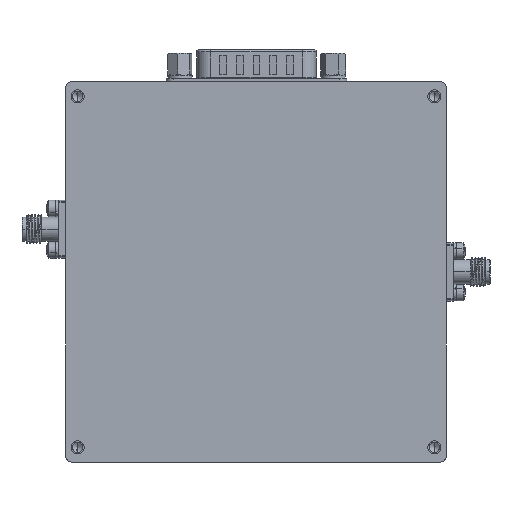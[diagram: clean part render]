
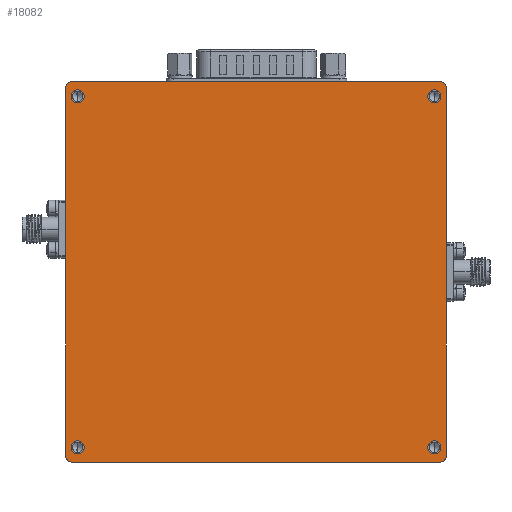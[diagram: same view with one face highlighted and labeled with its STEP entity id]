
A CAD part, front view. The second image highlights one B-rep face of the part: STEP entity #18082.
In plain terms, the highlighted planar face has unit normal (0, -1, 0).
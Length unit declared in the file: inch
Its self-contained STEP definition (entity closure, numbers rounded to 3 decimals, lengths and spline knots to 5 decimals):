
#372 = DIRECTION ( 'NONE',  ( 0., 1., 0. ) ) ;
#2209 = EDGE_CURVE ( 'NONE', #62860, #47675, #52131, .T. ) ;
#2596 = CARTESIAN_POINT ( 'NONE',  ( -1.625, -0.84, 1.575 ) ) ;
#2984 = ORIENTED_EDGE ( 'NONE', *, *, #15949, .F. ) ;
#3344 = DIRECTION ( 'NONE',  ( 0., -1., 0. ) ) ;
#3526 = VERTEX_POINT ( 'NONE', #5775 ) ;
#3794 = VERTEX_POINT ( 'NONE', #17358 ) ;
#4577 = FACE_BOUND ( 'NONE', #17607, .T. ) ;
#5143 = CIRCLE ( 'NONE', #37309, 0.056 ) ;
#5625 = CIRCLE ( 'NONE', #48920, 0.056 ) ;
#5775 = CARTESIAN_POINT ( 'NONE',  ( -1.525, -0.84, -1.444 ) ) ;
#6451 = CARTESIAN_POINT ( 'NONE',  ( 1.575, -0.84, 1.575 ) ) ;
#6513 = CARTESIAN_POINT ( 'NONE',  ( 1.525, -0.84, -1.556 ) ) ;
#6590 = AXIS2_PLACEMENT_3D ( 'NONE', #37100, #37485, #13849 ) ;
#7686 = CARTESIAN_POINT ( 'NONE',  ( -1.625, -0.84, -1.575 ) ) ;
#7699 = CARTESIAN_POINT ( 'NONE',  ( 1.575, -0.84, 1.625 ) ) ;
#8029 = CIRCLE ( 'NONE', #11729, 0.056 ) ;
#8391 = VERTEX_POINT ( 'NONE', #62526 ) ;
#9118 = DIRECTION ( 'NONE',  ( -1., 0., 0. ) ) ;
#9179 = DIRECTION ( 'NONE',  ( 0., -1., 0. ) ) ;
#9827 = ORIENTED_EDGE ( 'NONE', *, *, #42501, .F. ) ;
#9899 = CARTESIAN_POINT ( 'NONE',  ( -1.525, -0.84, 1.5 ) ) ;
#10292 = VERTEX_POINT ( 'NONE', #63647 ) ;
#10562 = CARTESIAN_POINT ( 'NONE',  ( 1.525, -0.84, 1.444 ) ) ;
#10652 = CARTESIAN_POINT ( 'NONE',  ( -1.525, -0.84, 1.5 ) ) ;
#10693 = DIRECTION ( 'NONE',  ( 0., 0., -1. ) ) ;
#11170 = ORIENTED_EDGE ( 'NONE', *, *, #63167, .F. ) ;
#11410 = EDGE_CURVE ( 'NONE', #3794, #3526, #20880, .T. ) ;
#11729 = AXIS2_PLACEMENT_3D ( 'NONE', #70535, #22647, #28443 ) ;
#11919 = VERTEX_POINT ( 'NONE', #71291 ) ;
#11993 = ORIENTED_EDGE ( 'NONE', *, *, #15192, .F. ) ;
#12375 = VERTEX_POINT ( 'NONE', #63675 ) ;
#12382 = DIRECTION ( 'NONE',  ( 0., 0., 1. ) ) ;
#13108 = CARTESIAN_POINT ( 'NONE',  ( 1.575, -0.84, -1.575 ) ) ;
#13849 = DIRECTION ( 'NONE',  ( 0., 0., -1. ) ) ;
#13878 = EDGE_CURVE ( 'NONE', #74238, #26992, #47168, .T. ) ;
#14610 = ORIENTED_EDGE ( 'NONE', *, *, #71716, .F. ) ;
#15192 = EDGE_CURVE ( 'NONE', #42933, #33674, #5625, .T. ) ;
#15563 = VECTOR ( 'NONE', #33237, 39.37008 ) ;
#15949 = EDGE_CURVE ( 'NONE', #8391, #54836, #8029, .T. ) ;
#16045 = EDGE_CURVE ( 'NONE', #59512, #64929, #32770, .T. ) ;
#17358 = CARTESIAN_POINT ( 'NONE',  ( -1.525, -0.84, -1.556 ) ) ;
#17607 = EDGE_LOOP ( 'NONE', ( #11993, #58259 ) ) ;
#18082 = ADVANCED_FACE ( 'NONE', ( #64514, #4577, #22007, #34036, #28601 ), #41332, .T. ) ;
#20143 = DIRECTION ( 'NONE',  ( 0., 0., -1. ) ) ;
#20880 = CIRCLE ( 'NONE', #75147, 0.056 ) ;
#20881 = AXIS2_PLACEMENT_3D ( 'NONE', #9899, #3344, #27730 ) ;
#21469 = CIRCLE ( 'NONE', #64657, 0.05 ) ;
#22007 = FACE_BOUND ( 'NONE', #49466, .T. ) ;
#22492 = EDGE_CURVE ( 'NONE', #12375, #11919, #74712, .T. ) ;
#22647 = DIRECTION ( 'NONE',  ( 0., -1., 0. ) ) ;
#22897 = CARTESIAN_POINT ( 'NONE',  ( 1.575, -0.84, -1.625 ) ) ;
#23987 = DIRECTION ( 'NONE',  ( 0., 1., 0. ) ) ;
#24050 = VERTEX_POINT ( 'NONE', #2596 ) ;
#25510 = ORIENTED_EDGE ( 'NONE', *, *, #22492, .F. ) ;
#26992 = VERTEX_POINT ( 'NONE', #22897 ) ;
#27730 = DIRECTION ( 'NONE',  ( 0., 0., -1. ) ) ;
#27800 = CARTESIAN_POINT ( 'NONE',  ( 1.625, -0.84, -1.575 ) ) ;
#28443 = DIRECTION ( 'NONE',  ( 0., 0., -1. ) ) ;
#28601 = FACE_OUTER_BOUND ( 'NONE', #64313, .T. ) ;
#29482 = DIRECTION ( 'NONE',  ( 0., -1., 0. ) ) ;
#29790 = DIRECTION ( 'NONE',  ( 0., 0., -1. ) ) ;
#30500 = DIRECTION ( 'NONE',  ( 0., 1., 0. ) ) ;
#31061 = CARTESIAN_POINT ( 'NONE',  ( -1.575, -0.84, -1.575 ) ) ;
#32770 = CIRCLE ( 'NONE', #54965, 0.056 ) ;
#33237 = DIRECTION ( 'NONE',  ( 0., 0., -1. ) ) ;
#33536 = ORIENTED_EDGE ( 'NONE', *, *, #67877, .F. ) ;
#33674 = VERTEX_POINT ( 'NONE', #57344 ) ;
#34036 = FACE_BOUND ( 'NONE', #62248, .T. ) ;
#34087 = CARTESIAN_POINT ( 'NONE',  ( -1.575, -0.84, 1.625 ) ) ;
#35647 = DIRECTION ( 'NONE',  ( 0., 0., -1. ) ) ;
#36082 = DIRECTION ( 'NONE',  ( 0., 0., 1. ) ) ;
#37100 = CARTESIAN_POINT ( 'NONE',  ( 1.575, -0.84, -1.575 ) ) ;
#37309 = AXIS2_PLACEMENT_3D ( 'NONE', #39506, #39888, #51906 ) ;
#37380 = EDGE_CURVE ( 'NONE', #24050, #62860, #54002, .T. ) ;
#37485 = DIRECTION ( 'NONE',  ( 0., -1., 0. ) ) ;
#37906 = ORIENTED_EDGE ( 'NONE', *, *, #2209, .F. ) ;
#39506 = CARTESIAN_POINT ( 'NONE',  ( 1.525, -0.84, 1.5 ) ) ;
#39888 = DIRECTION ( 'NONE',  ( 0., -1., 0. ) ) ;
#40294 = CARTESIAN_POINT ( 'NONE',  ( -1.525, -0.84, -1.5 ) ) ;
#40617 = ORIENTED_EDGE ( 'NONE', *, *, #40790, .F. ) ;
#40790 = EDGE_CURVE ( 'NONE', #3526, #3794, #47062, .T. ) ;
#41332 = PLANE ( 'NONE',  #6590 ) ;
#42501 = EDGE_CURVE ( 'NONE', #11919, #24050, #43647, .T. ) ;
#42933 = VERTEX_POINT ( 'NONE', #57044 ) ;
#42963 = CARTESIAN_POINT ( 'NONE',  ( -1.525, -0.84, -1.5 ) ) ;
#43647 = LINE ( 'NONE', #7686, #64525 ) ;
#44436 = LINE ( 'NONE', #27800, #15563 ) ;
#47062 = CIRCLE ( 'NONE', #68069, 0.056 ) ;
#47168 = CIRCLE ( 'NONE', #75511, 0.05 ) ;
#47675 = VERTEX_POINT ( 'NONE', #7699 ) ;
#48599 = CARTESIAN_POINT ( 'NONE',  ( 1.525, -0.84, 1.556 ) ) ;
#48920 = AXIS2_PLACEMENT_3D ( 'NONE', #10652, #63227, #51303 ) ;
#49280 = EDGE_LOOP ( 'NONE', ( #62506, #40617 ) ) ;
#49466 = EDGE_LOOP ( 'NONE', ( #50606, #64027 ) ) ;
#49675 = DIRECTION ( 'NONE',  ( 0., -1., 0. ) ) ;
#50557 = CIRCLE ( 'NONE', #20881, 0.056 ) ;
#50606 = ORIENTED_EDGE ( 'NONE', *, *, #70763, .F. ) ;
#50953 = ORIENTED_EDGE ( 'NONE', *, *, #73297, .F. ) ;
#51303 = DIRECTION ( 'NONE',  ( 0., 0., -1. ) ) ;
#51906 = DIRECTION ( 'NONE',  ( 0., 0., -1. ) ) ;
#52131 = LINE ( 'NONE', #75649, #64126 ) ;
#53707 = DIRECTION ( 'NONE',  ( 0., 0., 1. ) ) ;
#54002 = CIRCLE ( 'NONE', #61411, 0.05 ) ;
#54317 = CARTESIAN_POINT ( 'NONE',  ( 1.525, -0.84, 1.5 ) ) ;
#54631 = DIRECTION ( 'NONE',  ( 0., 1., 0. ) ) ;
#54773 = ORIENTED_EDGE ( 'NONE', *, *, #37380, .F. ) ;
#54836 = VERTEX_POINT ( 'NONE', #6513 ) ;
#54965 = AXIS2_PLACEMENT_3D ( 'NONE', #54317, #49675, #72808 ) ;
#56037 = AXIS2_PLACEMENT_3D ( 'NONE', #74881, #9179, #10693 ) ;
#57044 = CARTESIAN_POINT ( 'NONE',  ( -1.525, -0.84, 1.444 ) ) ;
#57344 = CARTESIAN_POINT ( 'NONE',  ( -1.525, -0.84, 1.556 ) ) ;
#58259 = ORIENTED_EDGE ( 'NONE', *, *, #65523, .F. ) ;
#59512 = VERTEX_POINT ( 'NONE', #48599 ) ;
#61411 = AXIS2_PLACEMENT_3D ( 'NONE', #72277, #372, #12382 ) ;
#62087 = CARTESIAN_POINT ( 'NONE',  ( -1.575, -0.84, -1.625 ) ) ;
#62248 = EDGE_LOOP ( 'NONE', ( #14610, #2984 ) ) ;
#62506 = ORIENTED_EDGE ( 'NONE', *, *, #11410, .F. ) ;
#62526 = CARTESIAN_POINT ( 'NONE',  ( 1.525, -0.84, -1.444 ) ) ;
#62860 = VERTEX_POINT ( 'NONE', #34087 ) ;
#63167 = EDGE_CURVE ( 'NONE', #10292, #74238, #44436, .T. ) ;
#63227 = DIRECTION ( 'NONE',  ( 0., -1., 0. ) ) ;
#63647 = CARTESIAN_POINT ( 'NONE',  ( 1.625, -0.84, 1.575 ) ) ;
#63675 = CARTESIAN_POINT ( 'NONE',  ( -1.575, -0.84, -1.625 ) ) ;
#64004 = VECTOR ( 'NONE', #9118, 39.37008 ) ;
#64027 = ORIENTED_EDGE ( 'NONE', *, *, #16045, .F. ) ;
#64126 = VECTOR ( 'NONE', #69850, 39.37008 ) ;
#64313 = EDGE_LOOP ( 'NONE', ( #71537, #11170, #50953, #37906, #54773, #9827, #25510, #33536 ) ) ;
#64514 = FACE_BOUND ( 'NONE', #49280, .T. ) ;
#64525 = VECTOR ( 'NONE', #67212, 39.37008 ) ;
#64657 = AXIS2_PLACEMENT_3D ( 'NONE', #6451, #30500, #53707 ) ;
#64929 = VERTEX_POINT ( 'NONE', #10562 ) ;
#65523 = EDGE_CURVE ( 'NONE', #33674, #42933, #50557, .T. ) ;
#66129 = DIRECTION ( 'NONE',  ( 0., -1., 0. ) ) ;
#67212 = DIRECTION ( 'NONE',  ( 0., 0., 1. ) ) ;
#67875 = LINE ( 'NONE', #62087, #64004 ) ;
#67877 = EDGE_CURVE ( 'NONE', #26992, #12375, #67875, .T. ) ;
#67930 = CARTESIAN_POINT ( 'NONE',  ( 1.625, -0.84, -1.575 ) ) ;
#68069 = AXIS2_PLACEMENT_3D ( 'NONE', #40294, #29482, #35647 ) ;
#69850 = DIRECTION ( 'NONE',  ( 1., 0., 0. ) ) ;
#70535 = CARTESIAN_POINT ( 'NONE',  ( 1.525, -0.84, -1.5 ) ) ;
#70763 = EDGE_CURVE ( 'NONE', #64929, #59512, #5143, .T. ) ;
#71291 = CARTESIAN_POINT ( 'NONE',  ( -1.625, -0.84, -1.575 ) ) ;
#71537 = ORIENTED_EDGE ( 'NONE', *, *, #13878, .F. ) ;
#71716 = EDGE_CURVE ( 'NONE', #54836, #8391, #72072, .T. ) ;
#72072 = CIRCLE ( 'NONE', #56037, 0.056 ) ;
#72277 = CARTESIAN_POINT ( 'NONE',  ( -1.575, -0.84, 1.575 ) ) ;
#72808 = DIRECTION ( 'NONE',  ( 0., 0., -1. ) ) ;
#73297 = EDGE_CURVE ( 'NONE', #47675, #10292, #21469, .T. ) ;
#74238 = VERTEX_POINT ( 'NONE', #67930 ) ;
#74712 = CIRCLE ( 'NONE', #75921, 0.05 ) ;
#74881 = CARTESIAN_POINT ( 'NONE',  ( 1.525, -0.84, -1.5 ) ) ;
#75147 = AXIS2_PLACEMENT_3D ( 'NONE', #42963, #66129, #20143 ) ;
#75511 = AXIS2_PLACEMENT_3D ( 'NONE', #13108, #23987, #29790 ) ;
#75649 = CARTESIAN_POINT ( 'NONE',  ( -1.575, -0.84, 1.625 ) ) ;
#75921 = AXIS2_PLACEMENT_3D ( 'NONE', #31061, #54631, #36082 ) ;
